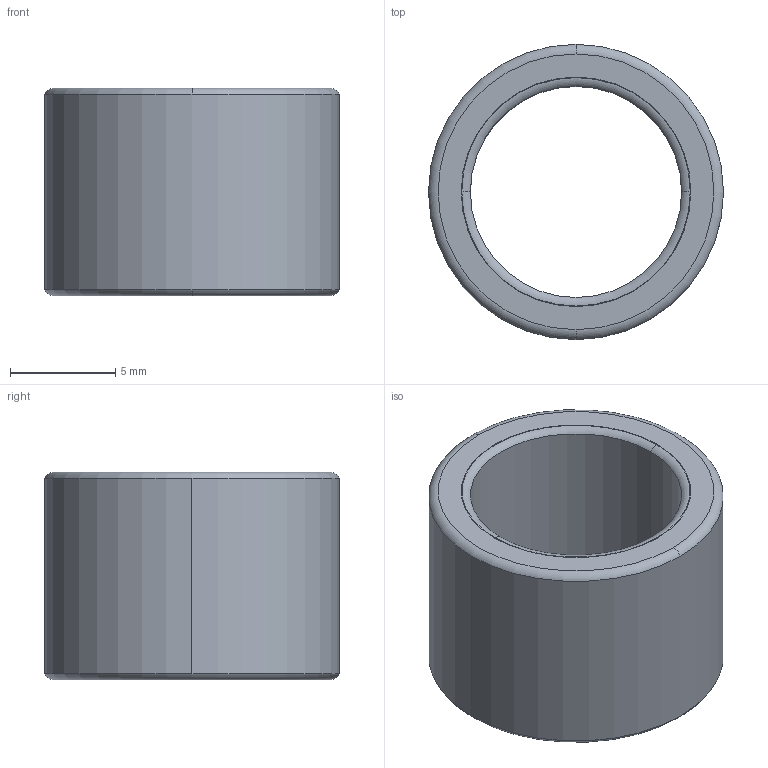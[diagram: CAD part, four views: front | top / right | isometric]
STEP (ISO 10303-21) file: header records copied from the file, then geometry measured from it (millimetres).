
FILE_DESCRIPTION (( 'STEP AP214' ), '1' );
FILE_NAME ('SleeveBearing_15A36EBB91.step', '2022-07-13T09:37:36', ( '' ), ( '' ), 'SwSTEP 2.0', 'SolidWorks 2019', '' );
FILE_SCHEMA (( 'AUTOMOTIVE_DESIGN' ));
Length unit declared in the file: inch
Products named in the file (3): SleeveBearing_15A36EBB91; pPYqIoyQAN_CADModel_0
Assembly tree (1 placements, depth 2):
  SleeveBearing_15A36EBB91
    pPYqIoyQAN_CADModel_0
  pPYqIoyQAN_CADModel_0
Bounding box: 14.04 x 14.04 x 9.88 mm (x, y, z)
Volume: 739.5 mm3; surface area: 1551.5 mm2
Topology: 2 solids, 2 shells, 20 faces, 44 edges, 28 vertices
Faces by surface type: cylinder 8, torus 8, plane 4
Entity records: 940 total; most frequent: DIRECTION 130, CARTESIAN_POINT 97, ORIENTED_EDGE 88, AXIS2_PLACEMENT_3D 61, EDGE_CURVE 44, CIRCLE 36, VERTEX_POINT 28, UNCERTAINTY_MEASURE_WITH_UNIT 25
